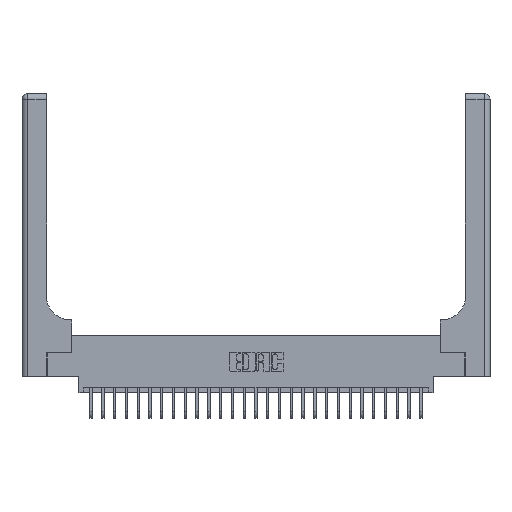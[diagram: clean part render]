
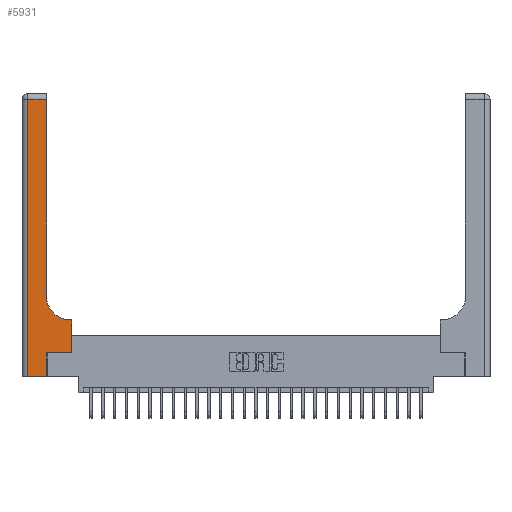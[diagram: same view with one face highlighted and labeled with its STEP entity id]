
A CAD part, top view. The second image highlights one B-rep face of the part: STEP entity #5931.
In plain terms, the highlighted planar face has unit normal (0, 0, 1).
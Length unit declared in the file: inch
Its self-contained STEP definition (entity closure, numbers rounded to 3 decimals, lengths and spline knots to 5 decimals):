
#319 = VERTEX_POINT ( 'NONE', #14974 ) ;
#569 = ORIENTED_EDGE ( 'NONE', *, *, #21685, .T. ) ;
#1012 = VECTOR ( 'NONE', #9967, 39.37008 ) ;
#1038 = PLANE ( 'NONE',  #18578 ) ;
#1081 = DIRECTION ( 'NONE',  ( -1., 0., 0. ) ) ;
#1100 = DIRECTION ( 'NONE',  ( 0., -1., 0. ) ) ;
#1179 = LINE ( 'NONE', #24300, #6961 ) ;
#1610 = LINE ( 'NONE', #19202, #10711 ) ;
#1739 = CARTESIAN_POINT ( 'NONE',  ( 0.528, 0.6, 0.37 ) ) ;
#1806 = DIRECTION ( 'NONE',  ( -1., 0., 0. ) ) ;
#2129 = ORIENTED_EDGE ( 'NONE', *, *, #16974, .T. ) ;
#2508 = EDGE_CURVE ( 'NONE', #319, #16379, #22769, .T. ) ;
#2761 = VERTEX_POINT ( 'NONE', #1739 ) ;
#2883 = CARTESIAN_POINT ( 'NONE',  ( 0., 3., 0.37 ) ) ;
#2975 = DIRECTION ( 'NONE',  ( -1., 0., 0. ) ) ;
#4553 = CARTESIAN_POINT ( 'NONE',  ( 0., 0., 0.37 ) ) ;
#4718 = ORIENTED_EDGE ( 'NONE', *, *, #12186, .T. ) ;
#4809 = DIRECTION ( 'NONE',  ( 0., 0., -1. ) ) ;
#5931 = ADVANCED_FACE ( 'NONE', ( #20115 ), #1038, .F. ) ;
#6312 = VERTEX_POINT ( 'NONE', #11001 ) ;
#6961 = VECTOR ( 'NONE', #1081, 39.37008 ) ;
#7434 = LINE ( 'NONE', #23525, #1012 ) ;
#7488 = VERTEX_POINT ( 'NONE', #18506 ) ;
#8022 = VERTEX_POINT ( 'NONE', #8890 ) ;
#8060 = ORIENTED_EDGE ( 'NONE', *, *, #9949, .T. ) ;
#8412 = CARTESIAN_POINT ( 'NONE',  ( 0.265, 0., 0.37 ) ) ;
#8592 = ORIENTED_EDGE ( 'NONE', *, *, #13518, .T. ) ;
#8808 = ORIENTED_EDGE ( 'NONE', *, *, #2508, .T. ) ;
#8890 = CARTESIAN_POINT ( 'NONE',  ( 0.06, 2.94, 0.37 ) ) ;
#8904 = ORIENTED_EDGE ( 'NONE', *, *, #16101, .T. ) ;
#9068 = EDGE_LOOP ( 'NONE', ( #19985, #8904, #8592, #18301, #569, #8808, #8060, #2129, #4718 ) ) ;
#9155 = DIRECTION ( 'NONE',  ( 0., 1., 0. ) ) ;
#9401 = LINE ( 'NONE', #4553, #24235 ) ;
#9949 = EDGE_CURVE ( 'NONE', #16379, #2761, #13812, .T. ) ;
#9967 = DIRECTION ( 'NONE',  ( 0., 1., 0. ) ) ;
#10711 = VECTOR ( 'NONE', #19296, 39.37008 ) ;
#10781 = CARTESIAN_POINT ( 'NONE',  ( 0.06, 3., 0.37 ) ) ;
#11001 = CARTESIAN_POINT ( 'NONE',  ( 0.51, 0.6, 0.37 ) ) ;
#11509 = CARTESIAN_POINT ( 'NONE',  ( 0.528, 0.25, 0.37 ) ) ;
#11671 = CIRCLE ( 'NONE', #17449, 0.25 ) ;
#12186 = EDGE_CURVE ( 'NONE', #6312, #14033, #11671, .T. ) ;
#12595 = CARTESIAN_POINT ( 'NONE',  ( 0.265, 0.25, 0.37 ) ) ;
#12907 = VERTEX_POINT ( 'NONE', #20324 ) ;
#13518 = EDGE_CURVE ( 'NONE', #8022, #7488, #14364, .T. ) ;
#13812 = LINE ( 'NONE', #18838, #23518 ) ;
#13886 = VECTOR ( 'NONE', #1806, 39.37008 ) ;
#14033 = VERTEX_POINT ( 'NONE', #14991 ) ;
#14364 = LINE ( 'NONE', #10781, #23475 ) ;
#14590 = DIRECTION ( 'NONE',  ( 0., 0., -1. ) ) ;
#14974 = CARTESIAN_POINT ( 'NONE',  ( 0.265, 0.25, 0.37 ) ) ;
#14991 = CARTESIAN_POINT ( 'NONE',  ( 0.26, 0.85, 0.37 ) ) ;
#15406 = CARTESIAN_POINT ( 'NONE',  ( 0.26, 0.6, 0.37 ) ) ;
#15962 = EDGE_CURVE ( 'NONE', #7488, #17765, #9401, .T. ) ;
#16101 = EDGE_CURVE ( 'NONE', #12907, #8022, #1179, .T. ) ;
#16379 = VERTEX_POINT ( 'NONE', #11509 ) ;
#16434 = CARTESIAN_POINT ( 'NONE',  ( 0.51, 0.85, 0.37 ) ) ;
#16974 = EDGE_CURVE ( 'NONE', #2761, #6312, #18457, .T. ) ;
#17449 = AXIS2_PLACEMENT_3D ( 'NONE', #16434, #4809, #18395 ) ;
#17765 = VERTEX_POINT ( 'NONE', #8412 ) ;
#18301 = ORIENTED_EDGE ( 'NONE', *, *, #15962, .T. ) ;
#18395 = DIRECTION ( 'NONE',  ( 1., 0., 0. ) ) ;
#18457 = LINE ( 'NONE', #15406, #13886 ) ;
#18506 = CARTESIAN_POINT ( 'NONE',  ( 0.06, 0., 0.37 ) ) ;
#18578 = AXIS2_PLACEMENT_3D ( 'NONE', #2883, #14590, #2975 ) ;
#18838 = CARTESIAN_POINT ( 'NONE',  ( 0.528, 0.25, 0.37 ) ) ;
#19202 = CARTESIAN_POINT ( 'NONE',  ( 0.26, 3., 0.37 ) ) ;
#19296 = DIRECTION ( 'NONE',  ( 0., 1., 0. ) ) ;
#19985 = ORIENTED_EDGE ( 'NONE', *, *, #22144, .T. ) ;
#20115 = FACE_OUTER_BOUND ( 'NONE', #9068, .T. ) ;
#20324 = CARTESIAN_POINT ( 'NONE',  ( 0.26, 2.94, 0.37 ) ) ;
#20336 = DIRECTION ( 'NONE',  ( 1., 0., 0. ) ) ;
#21685 = EDGE_CURVE ( 'NONE', #17765, #319, #7434, .T. ) ;
#21985 = DIRECTION ( 'NONE',  ( 1., 0., 0. ) ) ;
#22144 = EDGE_CURVE ( 'NONE', #14033, #12907, #1610, .T. ) ;
#22165 = VECTOR ( 'NONE', #20336, 39.37008 ) ;
#22769 = LINE ( 'NONE', #12595, #22165 ) ;
#23475 = VECTOR ( 'NONE', #1100, 39.37008 ) ;
#23518 = VECTOR ( 'NONE', #9155, 39.37008 ) ;
#23525 = CARTESIAN_POINT ( 'NONE',  ( 0.265, 0., 0.37 ) ) ;
#24235 = VECTOR ( 'NONE', #21985, 39.37008 ) ;
#24300 = CARTESIAN_POINT ( 'NONE',  ( 0., 2.94, 0.37 ) ) ;
